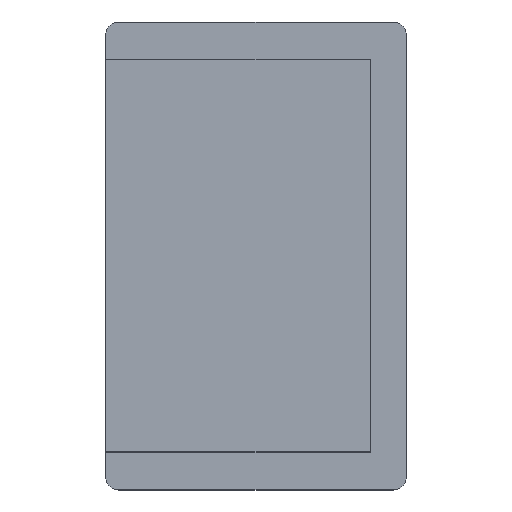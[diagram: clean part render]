
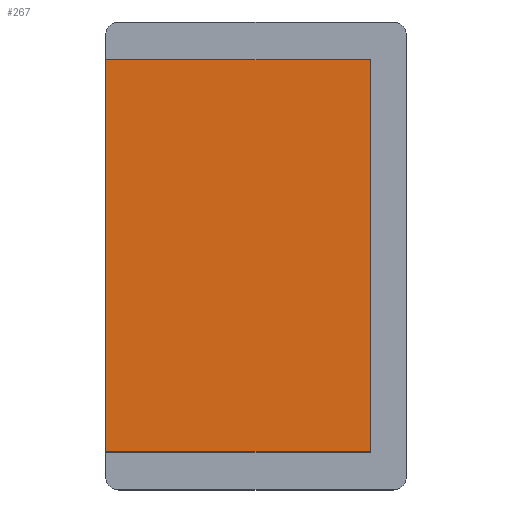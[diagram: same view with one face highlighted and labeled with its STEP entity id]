
A CAD part, top view. The second image highlights one B-rep face of the part: STEP entity #267.
In plain terms, the highlighted planar face has unit normal (0, 0, 1).
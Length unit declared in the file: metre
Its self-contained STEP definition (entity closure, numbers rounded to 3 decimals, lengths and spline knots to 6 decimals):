
#84=ORIENTED_EDGE('',*,*,#135,.F.);
#85=ORIENTED_EDGE('',*,*,#119,.F.);
#86=ORIENTED_EDGE('',*,*,#138,.T.);
#87=ORIENTED_EDGE('',*,*,#139,.F.);
#119=EDGE_CURVE('',#154,#155,#175,.T.);
#135=EDGE_CURVE('',#155,#162,#187,.T.);
#138=EDGE_CURVE('',#154,#163,#190,.T.);
#139=EDGE_CURVE('',#162,#163,#191,.T.);
#154=VERTEX_POINT('',#413);
#155=VERTEX_POINT('',#415);
#162=VERTEX_POINT('',#443);
#163=VERTEX_POINT('',#447);
#175=LINE('',#414,#203);
#187=LINE('',#442,#215);
#190=LINE('',#448,#218);
#191=LINE('',#450,#219);
#203=VECTOR('',#332,1.);
#215=VECTOR('',#362,1.);
#218=VECTOR('',#367,1.);
#219=VECTOR('',#370,1.);
#229=EDGE_LOOP('',(#84,#85,#86,#87));
#243=FACE_BOUND('',#229,.T.);
#257=PLANE('',#302);
#267=ADVANCED_FACE('',(#243),#257,.T.);
#302=AXIS2_PLACEMENT_3D('',#451,#371,#372);
#332=DIRECTION('',(0.,1.,0.));
#362=DIRECTION('',(1.,0.,0.));
#367=DIRECTION('',(1.,0.,0.));
#370=DIRECTION('',(0.,-1.,0.));
#371=DIRECTION('',(0.,0.,1.));
#372=DIRECTION('',(1.,0.,0.));
#413=CARTESIAN_POINT('',(0.,0.00565,0.0214));
#414=CARTESIAN_POINT('',(0.,0.035,0.0214));
#415=CARTESIAN_POINT('',(0.,0.06435,0.0214));
#442=CARTESIAN_POINT('',(0.0198,0.06435,0.0214));
#443=CARTESIAN_POINT('',(0.0396,0.06435,0.0214));
#447=CARTESIAN_POINT('',(0.0396,0.00565,0.0214));
#448=CARTESIAN_POINT('',(0.0198,0.00565,0.0214));
#450=CARTESIAN_POINT('',(0.0396,0.035,0.0214));
#451=CARTESIAN_POINT('',(0.0225,0.035,0.0214));
